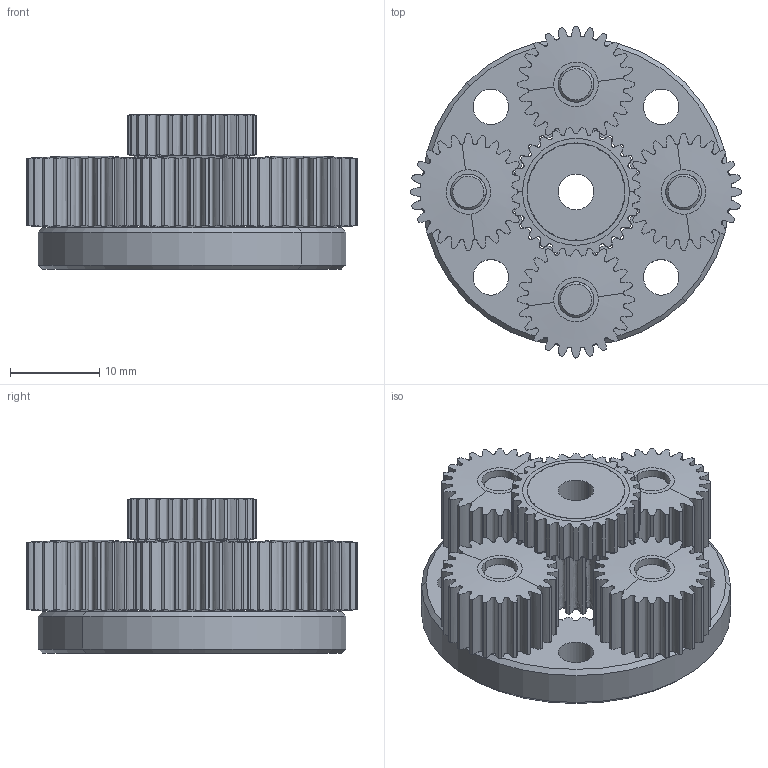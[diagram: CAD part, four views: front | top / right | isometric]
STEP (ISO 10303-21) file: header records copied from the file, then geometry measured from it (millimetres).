
FILE_DESCRIPTION (( 'STEP AP214' ), '1' );
FILE_NAME ('217-2818 Release.STEP', '2014-01-24T19:39:45', ( '' ), ( '' ), 'SwSTEP 2.0', 'SolidWorks 2013', '' );
FILE_SCHEMA (( 'AUTOMOTIVE_DESIGN' ));
Length unit declared in the file: millimetre
Products named in the file (5): 217-2625-010 Rev1; 217-2724-002 Rev1; 217-2725-002 Rev1_24t Planet; 217-2725-001 Rev1_24t Sun; 217-2818 Release
Assembly tree (10 placements, depth 2):
  217-2818 Release
    217-2725-001 Rev1_24t Sun
    217-2725-002 Rev1_24t Planet  x4
    217-2724-002 Rev1
    217-2625-010 Rev1  x4
Bounding box: 37.27 x 37.27 x 17.4 mm (x, y, z)
Volume: 8332.5 mm3; surface area: 8446.3 mm2
Topology: 11 solids, 11 shells, 502 faces, 1420 edges, 940 vertices
Faces by surface type: cylinder 238, bspline 176, plane 46, cone 42
Entity records: 29695 total; most frequent: CARTESIAN_POINT 21785, ORIENTED_EDGE 1784, DIRECTION 1390, EDGE_CURVE 892, VERTEX_POINT 592, AXIS2_PLACEMENT_3D 545, EDGE_LOOP 334, CIRCLE 326
